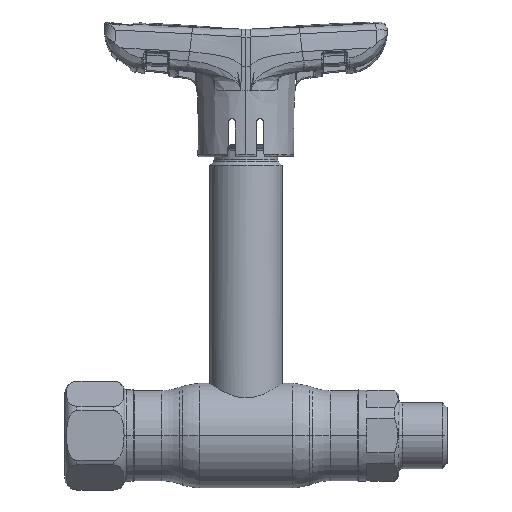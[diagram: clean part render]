
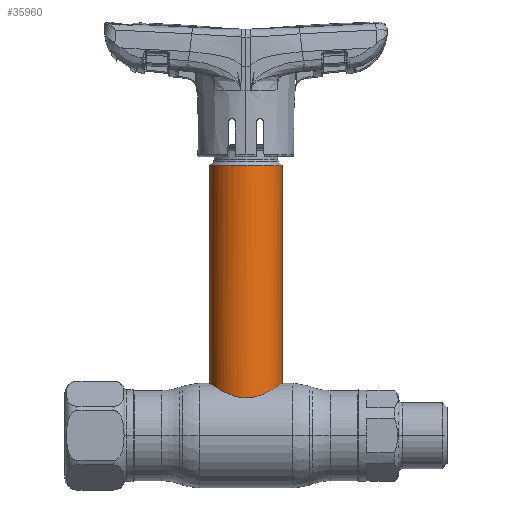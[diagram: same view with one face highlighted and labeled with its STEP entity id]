
A CAD part, top view. The second image highlights one B-rep face of the part: STEP entity #35960.
In plain terms, the highlighted cylindrical face has radius 9 mm (diameter 18 mm), a partial arc.
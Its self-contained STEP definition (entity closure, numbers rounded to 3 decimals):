
#829 = VERTEX_POINT ( 'NONE', #35954 ) ;
#1048 = CARTESIAN_POINT ( 'NONE',  ( 2.969, 9.827, 8.516 ) ) ;
#1334 = CARTESIAN_POINT ( 'NONE',  ( 3.778, 10.11, 8.174 ) ) ;
#1616 = CARTESIAN_POINT ( 'NONE',  ( 9., 13., 0. ) ) ;
#2443 = CARTESIAN_POINT ( 'NONE',  ( 9., 0., 0. ) ) ;
#4812 = DIRECTION ( 'NONE',  ( 0., -1., 0. ) ) ;
#4844 = CARTESIAN_POINT ( 'NONE',  ( -8.51, 12.665, 2.988 ) ) ;
#5105 = DIRECTION ( 'NONE',  ( -1., 0., 0. ) ) ;
#5136 = CARTESIAN_POINT ( 'NONE',  ( -3.249, 9.924, 8.398 ) ) ;
#5683 = CARTESIAN_POINT ( 'NONE',  ( -5.938, 11.097, 6.787 ) ) ;
#5970 = CARTESIAN_POINT ( 'NONE',  ( 4.041, 10.212, 8.047 ) ) ;
#8007 = DIRECTION ( 'NONE',  ( 0., -1., 0. ) ) ;
#9080 = AXIS2_PLACEMENT_3D ( 'NONE', #25970, #4812, #5105 ) ;
#9185 = CARTESIAN_POINT ( 'NONE',  ( -6.744, 11.549, 5.986 ) ) ;
#9756 = CARTESIAN_POINT ( 'NONE',  ( 7.597, 12.07, 4.835 ) ) ;
#9929 = VECTOR ( 'NONE', #8007, 1000. ) ;
#9992 = CYLINDRICAL_SURFACE ( 'NONE', #42816, 9. ) ;
#10035 = CARTESIAN_POINT ( 'NONE',  ( -7.11, 11.768, 5.549 ) ) ;
#10272 = DIRECTION ( 'NONE',  ( -1., 0., 0. ) ) ;
#10321 = CARTESIAN_POINT ( 'NONE',  ( 8.159, 12.433, 3.81 ) ) ;
#10993 = ORIENTED_EDGE ( 'NONE', *, *, #16954, .T. ) ;
#13522 = CARTESIAN_POINT ( 'NONE',  ( -8.046, 12.358, 4.075 ) ) ;
#14380 = CARTESIAN_POINT ( 'NONE',  ( 8.511, 12.665, 2.987 ) ) ;
#15692 = CARTESIAN_POINT ( 'NONE',  ( -9., 13., 0. ) ) ;
#16033 = EDGE_CURVE ( 'NONE', #829, #24941, #30234, .T. ) ;
#16954 = EDGE_CURVE ( 'NONE', #33991, #829, #29353, .T. ) ;
#18129 = CARTESIAN_POINT ( 'NONE',  ( 5.933, 11.095, 6.791 ) ) ;
#18416 = CARTESIAN_POINT ( 'NONE',  ( 5.496, 10.864, 7.15 ) ) ;
#18686 = CARTESIAN_POINT ( 'NONE',  ( -9., 13., 0.618 ) ) ;
#18897 = ORIENTED_EDGE ( 'NONE', *, *, #16033, .T. ) ;
#18986 = CARTESIAN_POINT ( 'NONE',  ( 6.747, 11.55, 5.984 ) ) ;
#19262 = CARTESIAN_POINT ( 'NONE',  ( 4.547, 10.422, 7.772 ) ) ;
#20594 = EDGE_LOOP ( 'NONE', ( #22863, #10993, #18897, #53192 ) ) ;
#21180 = EDGE_CURVE ( 'NONE', #33991, #29519, #46929, .T. ) ;
#22779 = CARTESIAN_POINT ( 'NONE',  ( -0.618, 9.396, 8.984 ) ) ;
#22863 = ORIENTED_EDGE ( 'NONE', *, *, #21180, .F. ) ;
#23078 = CARTESIAN_POINT ( 'NONE',  ( -9., 13., 0. ) ) ;
#23354 = CARTESIAN_POINT ( 'NONE',  ( -4.552, 10.419, 7.785 ) ) ;
#23654 = CARTESIAN_POINT ( 'NONE',  ( 7.112, 11.769, 5.546 ) ) ;
#24941 = VERTEX_POINT ( 'NONE', #15692 ) ;
#25970 = CARTESIAN_POINT ( 'NONE',  ( 0., 67.169, 0. ) ) ;
#26834 = CARTESIAN_POINT ( 'NONE',  ( -4.052, 10.206, 8.057 ) ) ;
#27113 = CARTESIAN_POINT ( 'NONE',  ( 7.748, 12.166, 4.589 ) ) ;
#27394 = CARTESIAN_POINT ( 'NONE',  ( -2.403, 9.68, 8.678 ) ) ;
#27666 = CARTESIAN_POINT ( 'NONE',  ( -2.114, 9.612, 8.753 ) ) ;
#27947 = CARTESIAN_POINT ( 'NONE',  ( -0.308, 9.381, 9. ) ) ;
#28549 = CARTESIAN_POINT ( 'NONE',  ( 9., 13., 0. ) ) ;
#29353 = CIRCLE ( 'NONE', #9080, 9. ) ;
#29519 = VERTEX_POINT ( 'NONE', #28549 ) ;
#30234 = LINE ( 'NONE', #43812, #9929 ) ;
#30743 = EDGE_CURVE ( 'NONE', #24941, #29519, #47928, .T. ) ;
#31397 = CARTESIAN_POINT ( 'NONE',  ( 9., 13., 0.305 ) ) ;
#31689 = CARTESIAN_POINT ( 'NONE',  ( -5.494, 10.863, 7.151 ) ) ;
#32258 = CARTESIAN_POINT ( 'NONE',  ( 8.922, 12.946, 1.22 ) ) ;
#33991 = VERTEX_POINT ( 'NONE', #49306 ) ;
#35954 = CARTESIAN_POINT ( 'NONE',  ( -9., 67.169, 0. ) ) ;
#35960 = ADVANCED_FACE ( 'NONE', ( #36562 ), #9992, .T. ) ;
#36033 = CARTESIAN_POINT ( 'NONE',  ( 8.691, 12.787, 2.417 ) ) ;
#36316 = CARTESIAN_POINT ( 'NONE',  ( 2.405, 9.667, 8.694 ) ) ;
#36562 = FACE_OUTER_BOUND ( 'NONE', #20594, .T. ) ;
#40373 = CARTESIAN_POINT ( 'NONE',  ( -2.971, 9.836, 8.501 ) ) ;
#40922 = CARTESIAN_POINT ( 'NONE',  ( 1.215, 9.441, 8.938 ) ) ;
#42615 = DIRECTION ( 'NONE',  ( 0., -1., 0. ) ) ;
#42816 = AXIS2_PLACEMENT_3D ( 'NONE', #54129, #45217, #10272 ) ;
#43812 = CARTESIAN_POINT ( 'NONE',  ( -9., 0., 0. ) ) ;
#44703 = CARTESIAN_POINT ( 'NONE',  ( -8.937, 12.956, 1.223 ) ) ;
#44997 = CARTESIAN_POINT ( 'NONE',  ( 8.985, 12.989, 0.61 ) ) ;
#45217 = DIRECTION ( 'NONE',  ( 0., -1., 0. ) ) ;
#45545 = CARTESIAN_POINT ( 'NONE',  ( 0.609, 9.381, 9. ) ) ;
#46929 = LINE ( 'NONE', #2443, #48959 ) ;
#47928 = B_SPLINE_CURVE_WITH_KNOTS ( 'NONE', 3,
 ( #23078, #18686, #44703, #48751, #4844, #13522, #49885, #10035, #9185, #5683, #31689, #23354, #26834, #5136, #40373, #27394, #27666, #49307, #53321, #22779, #27947, #45545, #40922, #36316, #1048, #1334, #5970, #19262, #53880, #18416, #18129, #18986, #23654, #9756, #27113, #49024, #10321, #14380, #36033, #54176, #32258, #44997, #31397, #1616 ),
 .UNSPECIFIED., .F., .F.,
 ( 4, 2, 2, 2, 2, 2, 2, 2, 2, 2, 2, 2, 2, 2, 2, 2, 2, 2, 2, 2, 2, 4 ),
 ( 0., 0.002, 0.004, 0.005, 0.007, 0.009, 0.011, 0.012, 0.013, 0.014, 0.015, 0.016, 0.018, 0.019, 0.02, 0.022, 0.024, 0.025, 0.026, 0.027, 0.028, 0.029 ),
 .UNSPECIFIED. ) ;
#48751 = CARTESIAN_POINT ( 'NONE',  ( -8.694, 12.789, 2.406 ) ) ;
#48959 = VECTOR ( 'NONE', #42615, 1000. ) ;
#49024 = CARTESIAN_POINT ( 'NONE',  ( 8.029, 12.347, 4.077 ) ) ;
#49306 = CARTESIAN_POINT ( 'NONE',  ( 9., 67.169, 0. ) ) ;
#49307 = CARTESIAN_POINT ( 'NONE',  ( -1.526, 9.5, 8.875 ) ) ;
#49885 = CARTESIAN_POINT ( 'NONE',  ( -7.764, 12.174, 4.589 ) ) ;
#53192 = ORIENTED_EDGE ( 'NONE', *, *, #30743, .T. ) ;
#53321 = CARTESIAN_POINT ( 'NONE',  ( -1.227, 9.456, 8.921 ) ) ;
#53880 = CARTESIAN_POINT ( 'NONE',  ( 4.79, 10.531, 7.625 ) ) ;
#54129 = CARTESIAN_POINT ( 'NONE',  ( 0., 0., 0. ) ) ;
#54176 = CARTESIAN_POINT ( 'NONE',  ( 8.875, 12.914, 1.525 ) ) ;
